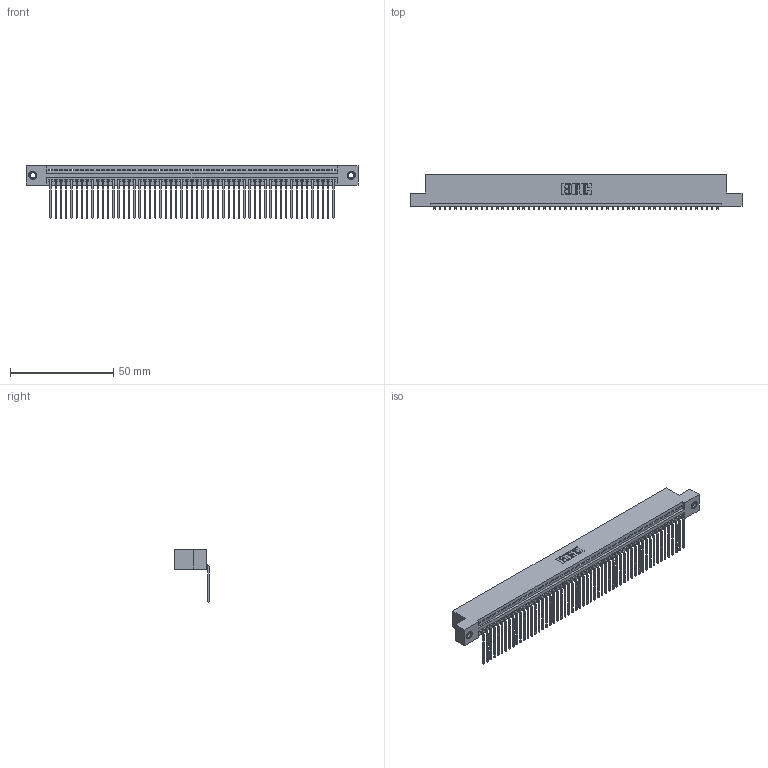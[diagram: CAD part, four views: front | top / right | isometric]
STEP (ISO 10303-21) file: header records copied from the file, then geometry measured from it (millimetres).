
FILE_DESCRIPTION (( 'STEP AP203' ), '1' );
FILE_NAME ('345-055-559-107.STEP', '2019-10-10T04:20:14', ( '' ), ( '' ), 'SwSTEP 2.0', 'SolidWorks 2016', '' );
FILE_SCHEMA (( 'CONFIG_CONTROL_DESIGN' ));
Length unit declared in the file: inch
Products named in the file (4): 345-250-001_345-250-005-103; 345-055-559-107; 345-292-001_558 559 Tail - 1; 345 Part_Flush Mounting Lugs - 0.156 Dia-TI
Assembly tree (58 placements, depth 2):
  345-055-559-107
    345 Part_Flush Mounting Lugs - 0.156 Dia-TI
    345-292-001_558 559 Tail - 1  x55
    345-250-001_345-250-005-103  x2
Bounding box: 160.91 x 16.75 x 25.53 mm (x, y, z)
Volume: 15559.5 mm3; surface area: 21963.2 mm2
Topology: 58 solids, 58 shells, 3486 faces, 10487 edges, 6910 vertices
Faces by surface type: plane 2422, cylinder 1048, cone 12, torus 4
Entity records: 40914 total; most frequent: CARTESIAN_POINT 7068, ORIENTED_EDGE 7050, DIRECTION 6181, EDGE_CURVE 3525, LINE 3153, VECTOR 3153, VERTEX_POINT 2344, AXIS2_PLACEMENT_3D 1514
